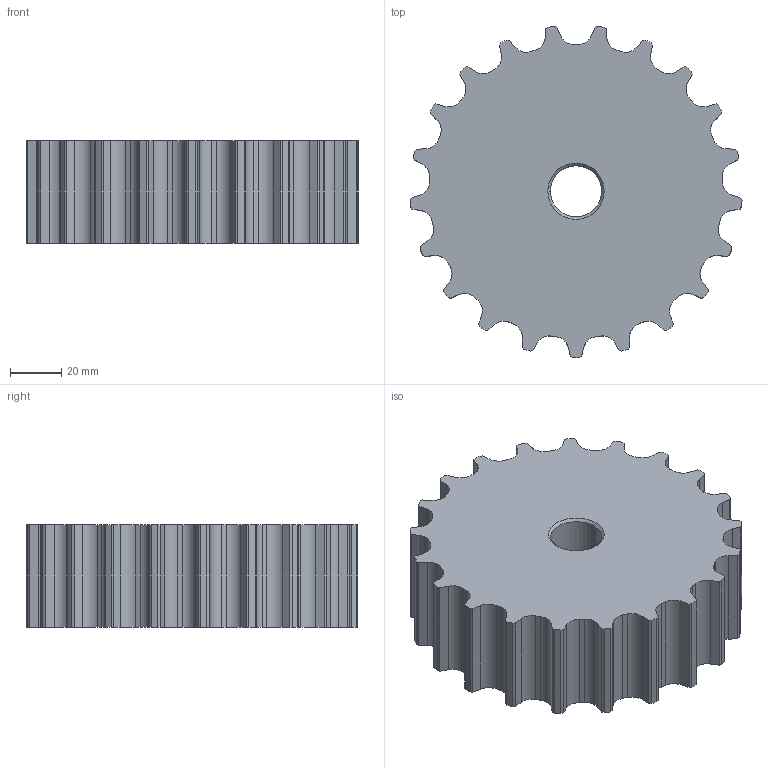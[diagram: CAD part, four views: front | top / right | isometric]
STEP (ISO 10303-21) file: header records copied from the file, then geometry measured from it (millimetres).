
FILE_DESCRIPTION (( 'STEP AP203' ), '1' );
FILE_NAME ('KU815-21T_20MM_P_PA.STEP', '2019-11-13T13:29:02', ( '' ), ( '' ), 'SwSTEP 2.0', 'SolidWorks 2017', '' );
FILE_SCHEMA (( 'CONFIG_CONTROL_DESIGN' ));
Length unit declared in the file: millimetre
Products named in the file (1): KU815-21T_20MM_P_PA
Bounding box: 129.8 x 129.45 x 40 mm (x, y, z)
Volume: 444084.9 mm3; surface area: 47059.3 mm2
Topology: 1 solids, 1 shells, 184 faces, 542 edges, 360 vertices
Faces by surface type: plane 107, cylinder 73, cone 4
Entity records: 6225 total; most frequent: CARTESIAN_POINT 1087, ORIENTED_EDGE 1084, DIRECTION 1062, EDGE_CURVE 542, VECTOR 392, LINE 392, VERTEX_POINT 360, AXIS2_PLACEMENT_3D 335
